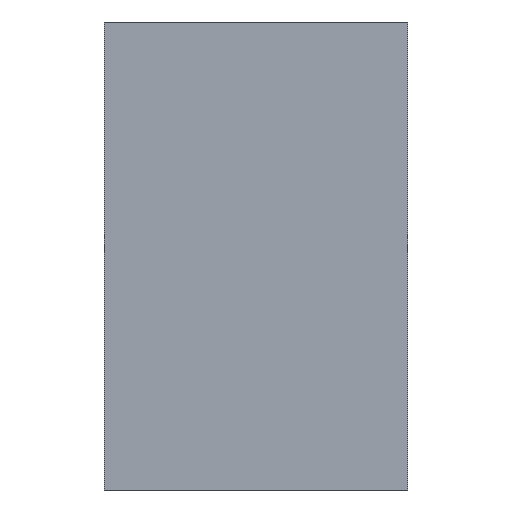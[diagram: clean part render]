
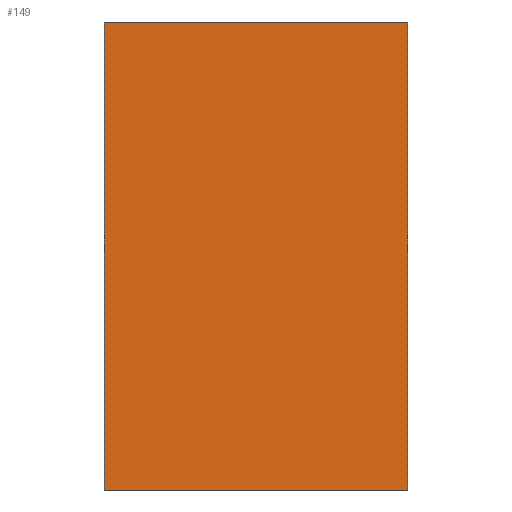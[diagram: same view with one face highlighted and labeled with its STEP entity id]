
A CAD part, left-side view. The second image highlights one B-rep face of the part: STEP entity #149.
In plain terms, the highlighted planar face has unit normal (-1, 0, 0).
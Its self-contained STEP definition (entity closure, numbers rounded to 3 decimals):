
#22 = VERTEX_POINT('',#23);
#23 = CARTESIAN_POINT('',(0.,5.188,0.));
#31 = EDGE_CURVE('',#22,#32,#34,.T.);
#32 = VERTEX_POINT('',#33);
#33 = CARTESIAN_POINT('',(0.,5.188,8.));
#34 = LINE('',#35,#36);
#35 = CARTESIAN_POINT('',(0.,5.188,0.));
#36 = VECTOR('',#37,1.);
#37 = DIRECTION('',(0.,0.,1.));
#80 = EDGE_CURVE('',#81,#22,#83,.T.);
#81 = VERTEX_POINT('',#82);
#82 = CARTESIAN_POINT('',(0.,0.,0.));
#83 = LINE('',#84,#85);
#84 = CARTESIAN_POINT('',(0.,0.,0.));
#85 = VECTOR('',#86,1.);
#86 = DIRECTION('',(0.,1.,0.));
#149 = ADVANCED_FACE('',(#150),#168,.T.);
#150 = FACE_BOUND('',#151,.T.);
#151 = EDGE_LOOP('',(#152,#160,#166,#167));
#152 = ORIENTED_EDGE('',*,*,#153,.T.);
#153 = EDGE_CURVE('',#81,#154,#156,.T.);
#154 = VERTEX_POINT('',#155);
#155 = CARTESIAN_POINT('',(0.,0.,8.));
#156 = LINE('',#157,#158);
#157 = CARTESIAN_POINT('',(0.,0.,0.));
#158 = VECTOR('',#159,1.);
#159 = DIRECTION('',(0.,0.,1.));
#160 = ORIENTED_EDGE('',*,*,#161,.T.);
#161 = EDGE_CURVE('',#154,#32,#162,.T.);
#162 = LINE('',#163,#164);
#163 = CARTESIAN_POINT('',(0.,0.,8.));
#164 = VECTOR('',#165,1.);
#165 = DIRECTION('',(0.,1.,0.));
#166 = ORIENTED_EDGE('',*,*,#31,.F.);
#167 = ORIENTED_EDGE('',*,*,#80,.F.);
#168 = PLANE('',#169);
#169 = AXIS2_PLACEMENT_3D('',#170,#171,#172);
#170 = CARTESIAN_POINT('',(0.,0.,0.));
#171 = DIRECTION('',(-1.,0.,0.));
#172 = DIRECTION('',(0.,1.,0.));
